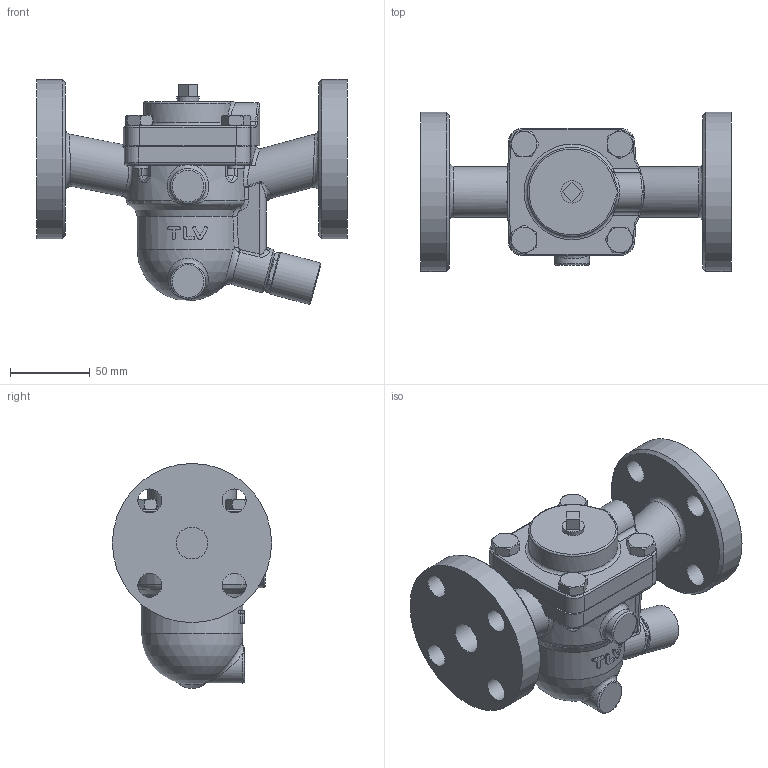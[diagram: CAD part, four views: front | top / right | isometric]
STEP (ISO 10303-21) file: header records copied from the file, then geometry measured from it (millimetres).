
FILE_DESCRIPTION((''),'2;1');
FILE_NAME('ja300-020-jis10-00.stp','2010-11-10T15:25:59',('nakaot'),(''),'Autodesk Inventor 2008','Autodesk Inventor 2008','');
FILE_SCHEMA(('AUTOMOTIVE_DESIGN { 1 0 10303 214 1 1 1 1 }'));
Length unit declared in the file: millimetre
Products named in the file (1): ja300-020-jis10-00
Bounding box: 195 x 100 x 141.39 mm (x, y, z)
Volume: 849128.2 mm3; surface area: 108830.4 mm2
Topology: 1 solids, 1 shells, 333 faces, 814 edges, 507 vertices
Faces by surface type: plane 98, cylinder 90, bspline 66, cone 59, torus 19, sphere 1
Full cylindrical faces by diameter (mm): 10 x8, 15 x4, 20 x1, 22 x1, 27 x1, 28 x1, 32 x2, 56.5 x1, 100 x1
Entity records: 17281 total; most frequent: CARTESIAN_POINT 10272, ORIENTED_EDGE 1496, DIRECTION 1350, EDGE_CURVE 748, AXIS2_PLACEMENT_3D 592, VERTEX_POINT 482, EDGE_LOOP 420, FACE_OUTER_BOUND 331
